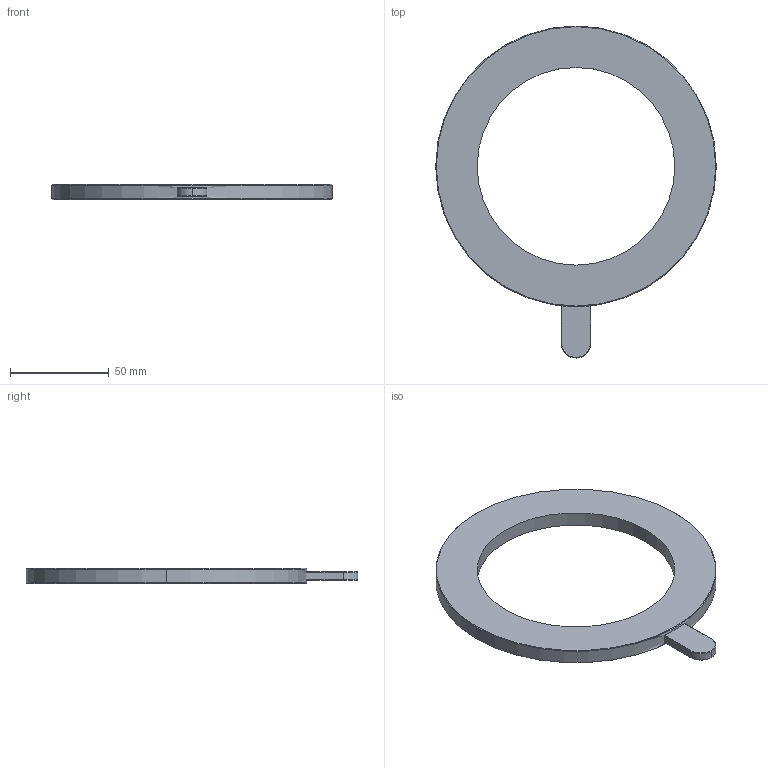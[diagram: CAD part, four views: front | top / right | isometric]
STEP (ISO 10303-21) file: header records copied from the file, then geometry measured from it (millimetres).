
FILE_DESCRIPTION (( 'STEP AP203' ), '1' );
FILE_NAME ('APID100Z.STEP', '2022-07-20T00:30:07', ( '' ), ( '' ), 'SwSTEP 2.0', 'SolidWorks 2021', '' );
FILE_SCHEMA (( 'CONFIG_CONTROL_DESIGN' ));
Length unit declared in the file: millimetre
Products named in the file (1): APID100Z
Bounding box: 142 x 168 x 7.6 mm (x, y, z)
Volume: 62278.1 mm3; surface area: 22510.6 mm2
Topology: 1 solids, 1 shells, 174 faces, 473 edges, 312 vertices
Faces by surface type: plane 160, cone 8, cylinder 6
Entity records: 5460 total; most frequent: CARTESIAN_POINT 972, ORIENTED_EDGE 946, DIRECTION 841, EDGE_CURVE 473, VECTOR 447, LINE 447, VERTEX_POINT 312, AXIS2_PLACEMENT_3D 197
